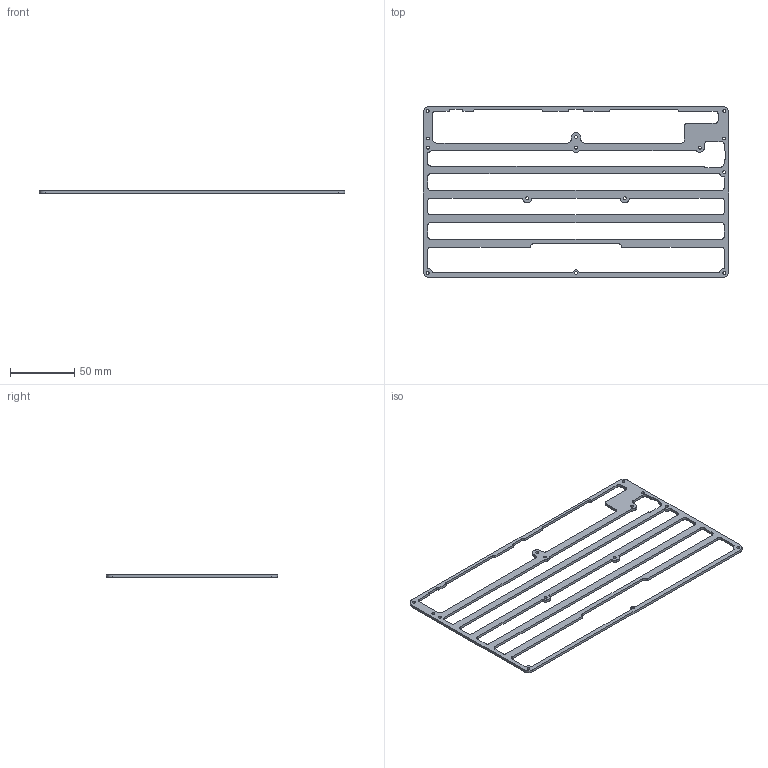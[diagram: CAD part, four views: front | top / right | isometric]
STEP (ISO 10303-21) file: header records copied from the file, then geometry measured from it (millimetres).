
FILE_DESCRIPTION(/* description */ (''),/* implementation_level */ '2;1');
FILE_NAME(/* name */ 'bottom.step',/* time_stamp */ '2022-07-09T09:34:39-07:00',/* author */ (''),/* organization */ (''),/* preprocessor_version */ 'ST-DEVELOPER v18.1',/* originating_system */ 'Autodesk Translation Framework v10.10.0.1391',/* authorisation */ '');
FILE_SCHEMA (('AUTOMOTIVE_DESIGN { 1 0 10303 214 3 1 1 }'));
Length unit declared in the file: millimetre
Products named in the file (1): framework-acrylic-base
Bounding box: 238.12 x 133.35 x 2 mm (x, y, z)
Volume: 19473.3 mm3; surface area: 27068.1 mm2
Topology: 1 solids, 1 shells, 120 faces, 354 edges, 236 vertices
Faces by surface type: cylinder 66, plane 54
Full cylindrical faces by diameter (mm): 2.2 x14
Entity records: 4152 total; most frequent: DIRECTION 728, CARTESIAN_POINT 711, ORIENTED_EDGE 708, EDGE_CURVE 354, AXIS2_PLACEMENT_3D 253, VERTEX_POINT 236, LINE 222, VECTOR 222
